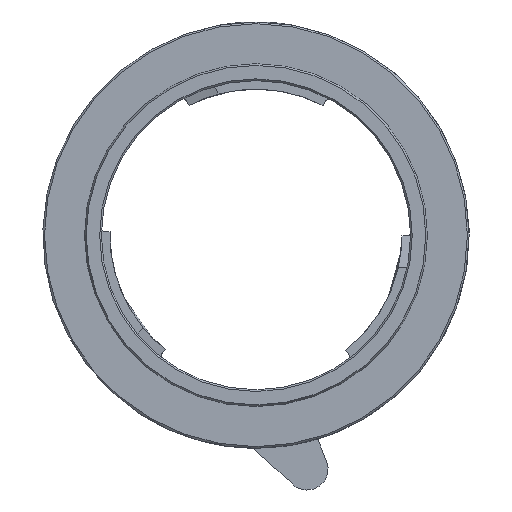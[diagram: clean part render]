
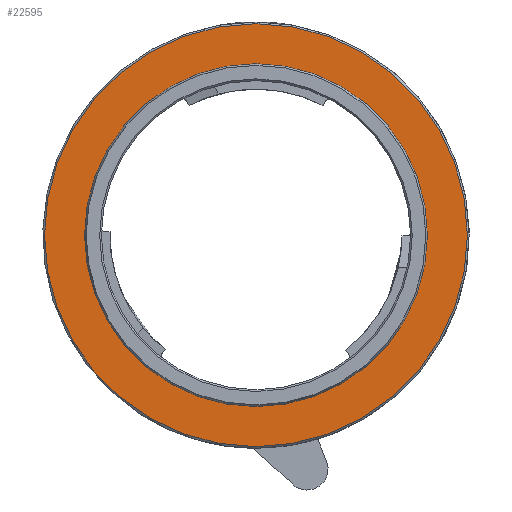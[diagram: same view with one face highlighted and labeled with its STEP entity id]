
A CAD part, front view. The second image highlights one B-rep face of the part: STEP entity #22595.
In plain terms, the highlighted planar face has unit normal (0, -1, 0).
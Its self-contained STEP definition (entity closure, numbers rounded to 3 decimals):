
#83 = EDGE_LOOP ( 'NONE', ( #17421, #14268 ) ) ;
#574 = CARTESIAN_POINT ( 'NONE',  ( 0., -2.413, 31.877 ) ) ;
#961 = DIRECTION ( 'NONE',  ( 0., -1., 0. ) ) ;
#1210 = EDGE_CURVE ( 'NONE', #25858, #12735, #23941, .T. ) ;
#2428 = CARTESIAN_POINT ( 'NONE',  ( 0., -2.413, 0. ) ) ;
#2678 = AXIS2_PLACEMENT_3D ( 'NONE', #16585, #961, #19226 ) ;
#3801 = VERTEX_POINT ( 'NONE', #13838 ) ;
#5041 = DIRECTION ( 'NONE',  ( 0., 0., 1. ) ) ;
#5080 = CARTESIAN_POINT ( 'NONE',  ( 0., -2.413, 0. ) ) ;
#5637 = AXIS2_PLACEMENT_3D ( 'NONE', #5080, #23312, #7691 ) ;
#7691 = DIRECTION ( 'NONE',  ( 0., 0., -1. ) ) ;
#9183 = DIRECTION ( 'NONE',  ( 0., -1., 0. ) ) ;
#9517 = ORIENTED_EDGE ( 'NONE', *, *, #28973, .T. ) ;
#10314 = CIRCLE ( 'NONE', #25179, 25.59 ) ;
#10316 = ORIENTED_EDGE ( 'NONE', *, *, #11161, .T. ) ;
#11161 = EDGE_CURVE ( 'NONE', #3801, #30117, #31365, .T. ) ;
#11763 = EDGE_CURVE ( 'NONE', #12735, #25858, #10314, .T. ) ;
#12735 = VERTEX_POINT ( 'NONE', #17714 ) ;
#12845 = PLANE ( 'NONE',  #5637 ) ;
#13838 = CARTESIAN_POINT ( 'NONE',  ( 0., -2.413, -31.877 ) ) ;
#14268 = ORIENTED_EDGE ( 'NONE', *, *, #1210, .T. ) ;
#15314 = CARTESIAN_POINT ( 'NONE',  ( 0., -2.413, 0. ) ) ;
#16585 = CARTESIAN_POINT ( 'NONE',  ( 0., -2.413, 0. ) ) ;
#17421 = ORIENTED_EDGE ( 'NONE', *, *, #11763, .T. ) ;
#17714 = CARTESIAN_POINT ( 'NONE',  ( 0., -2.413, 25.59 ) ) ;
#17879 = AXIS2_PLACEMENT_3D ( 'NONE', #2428, #20699, #5041 ) ;
#17980 = DIRECTION ( 'NONE',  ( 0., 0., 1. ) ) ;
#19226 = DIRECTION ( 'NONE',  ( 0., 0., -1. ) ) ;
#20402 = CARTESIAN_POINT ( 'NONE',  ( 0., -2.413, -25.591 ) ) ;
#20699 = DIRECTION ( 'NONE',  ( 0., 1., 0. ) ) ;
#22031 = CIRCLE ( 'NONE', #24559, 31.877 ) ;
#22595 = ADVANCED_FACE ( 'NONE', ( #31434, #24509 ), #12845, .T. ) ;
#23312 = DIRECTION ( 'NONE',  ( 0., -1., 0. ) ) ;
#23941 = CIRCLE ( 'NONE', #17879, 25.59 ) ;
#24509 = FACE_BOUND ( 'NONE', #83, .T. ) ;
#24559 = AXIS2_PLACEMENT_3D ( 'NONE', #24767, #9183, #27410 ) ;
#24767 = CARTESIAN_POINT ( 'NONE',  ( 0., -2.413, 0. ) ) ;
#24984 = EDGE_LOOP ( 'NONE', ( #9517, #10316 ) ) ;
#25179 = AXIS2_PLACEMENT_3D ( 'NONE', #15314, #33538, #17980 ) ;
#25858 = VERTEX_POINT ( 'NONE', #20402 ) ;
#27410 = DIRECTION ( 'NONE',  ( 0., 0., -1. ) ) ;
#28973 = EDGE_CURVE ( 'NONE', #30117, #3801, #22031, .T. ) ;
#30117 = VERTEX_POINT ( 'NONE', #574 ) ;
#31365 = CIRCLE ( 'NONE', #2678, 31.877 ) ;
#31434 = FACE_OUTER_BOUND ( 'NONE', #24984, .T. ) ;
#33538 = DIRECTION ( 'NONE',  ( 0., 1., 0. ) ) ;
